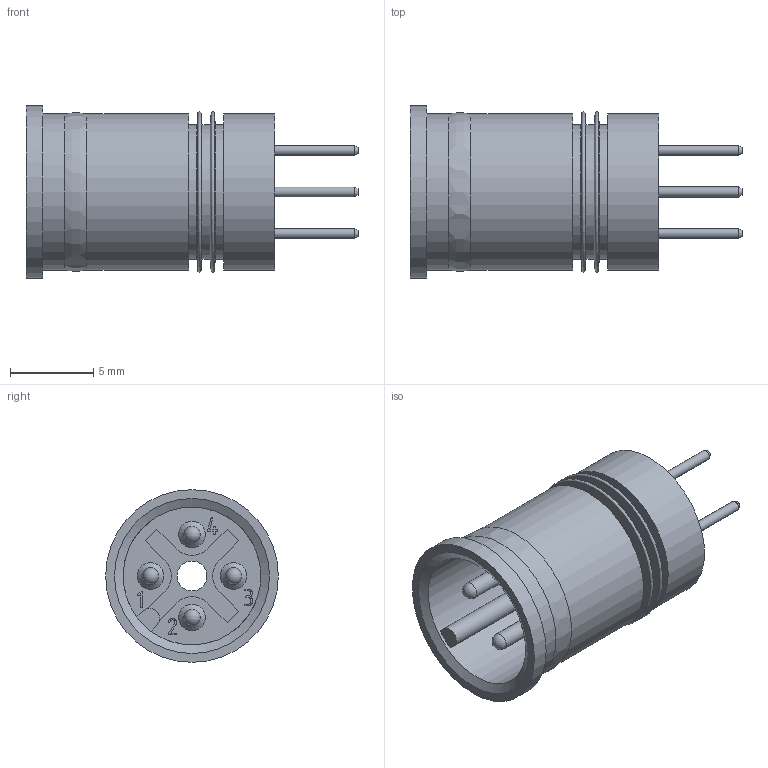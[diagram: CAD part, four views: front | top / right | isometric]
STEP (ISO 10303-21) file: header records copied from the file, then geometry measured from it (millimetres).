
FILE_DESCRIPTION(/* description */ (''),/* implementation_level */ '2;1');
FILE_NAME(/* name */ '09 0431 76 04 001_01.stp',/* time_stamp */ '2013-11-11T11:55:52+01:00',/* author */ (''),/* organization */ (''),/* preprocessor_version */ 'ST-DEVELOPER v14',/* originating_system */ 'SIEMENS PLM Software NX 8.0',/* authorisation */ '');
FILE_SCHEMA (('AUTOMOTIVE_DESIGN { 1 0 10303 214 3 1 1 1 }'));
Length unit declared in the file: millimetre
Products named in the file (1): cerl0E6C36A03hwr
Bounding box: 20 x 10.4 x 10.4 mm (x, y, z)
Volume: 439.3 mm3; surface area: 1227 mm2
Topology: 1 solids, 1 shells, 156 faces, 387 edges, 251 vertices
Faces by surface type: plane 69, extrusion 32, cylinder 31, cone 17, sphere 4, torus 2, bspline 1
Full cylindrical faces by diameter (mm): 0.6 x4, 1 x4, 1.05 x4, 1.8 x1, 8 x1, 8.1 x3, 8.3 x1, 9.4 x3, 10.4 x1
Entity records: 5067 total; most frequent: CARTESIAN_POINT 1778, ORIENTED_EDGE 636, DIRECTION 580, EDGE_CURVE 318, VERTEX_POINT 232, EDGE_LOOP 226, AXIS2_PLACEMENT_3D 206, VECTOR 168
